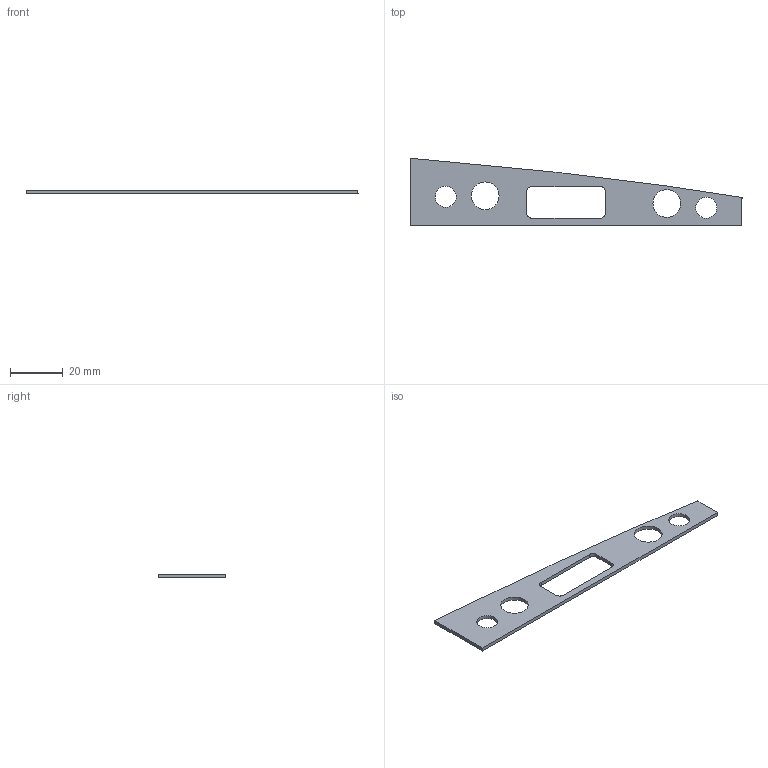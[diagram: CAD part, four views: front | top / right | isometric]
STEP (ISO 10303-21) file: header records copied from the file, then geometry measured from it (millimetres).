
FILE_DESCRIPTION (( 'STEP AP214' ), '1' );
FILE_NAME ('INNER REINFORCEMENT.STEP', '2024-10-21T17:40:40', ( '' ), ( '' ), 'SwSTEP 2.0', 'SolidWorks 2023', '' );
FILE_SCHEMA (( 'AUTOMOTIVE_DESIGN' ));
Length unit declared in the file: millimetre
Products named in the file (1): INNER REINFORCEMENT
Bounding box: 126.33 x 25.69 x 1.4 mm (x, y, z)
Volume: 2490.3 mm3; surface area: 4238.9 mm2
Topology: 1 solids, 1 shells, 24 faces, 68 edges, 46 vertices
Faces by surface type: cylinder 13, plane 9, bspline 2
Entity records: 944 total; most frequent: CARTESIAN_POINT 260, ORIENTED_EDGE 136, DIRECTION 136, EDGE_CURVE 68, AXIS2_PLACEMENT_3D 49, VERTEX_POINT 46, VECTOR 38, LINE 38
